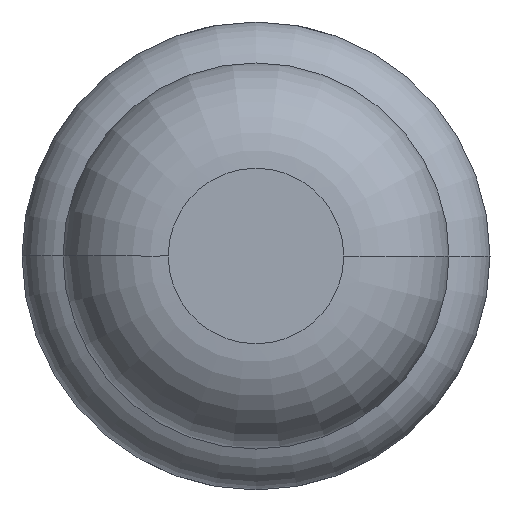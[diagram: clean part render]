
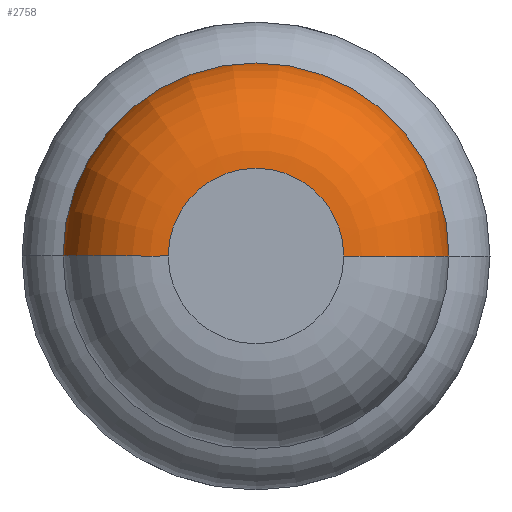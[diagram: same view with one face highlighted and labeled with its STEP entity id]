
A CAD part, front view. The second image highlights one B-rep face of the part: STEP entity #2758.
In plain terms, the highlighted toroidal (fillet/blend) face has major radius 0.375 mm and minor radius 0.45 mm.
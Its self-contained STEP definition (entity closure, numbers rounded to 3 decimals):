
#31 = CARTESIAN_POINT ( 'NONE',  ( 0., -32., 0. ) ) ;
#336 = EDGE_CURVE ( 'Defeature ausgef�hrt1_6+Defeature ausgef�hrt1_7+Defeature ausgef�hrt1_7+Defeature ausgef�hrt1_7', #1009, #797, #482, .T. ) ;
#364 = CARTESIAN_POINT ( 'NONE',  ( 0.375, -31.55, 0. ) ) ;
#375 = DIRECTION ( 'NONE',  ( 1., 0., 0. ) ) ;
#440 = EDGE_CURVE ( 'Defeature ausgef�hrt1_7+Defeature ausgef�hrt1_8+Defeature ausgef�hrt1_8+Defeature ausgef�hrt1_8', #1081, #1383, #1339, .T. ) ;
#482 = CIRCLE ( 'NONE', #3837, 0.375 ) ;
#577 = CARTESIAN_POINT ( 'NONE',  ( 0.825, -31.55, 0. ) ) ;
#698 = DIRECTION ( 'NONE',  ( 0., -1., 0. ) ) ;
#736 = ORIENTED_EDGE ( 'NONE', *, *, #3393, .F. ) ;
#797 = VERTEX_POINT ( 'NONE', #2817 ) ;
#874 = ORIENTED_EDGE ( 'NONE', *, *, #3886, .T. ) ;
#1003 = DIRECTION ( 'NONE',  ( 1., 0., 0. ) ) ;
#1009 = VERTEX_POINT ( 'NONE', #2964 ) ;
#1037 = DIRECTION ( 'NONE',  ( 0., 0., 1. ) ) ;
#1081 = VERTEX_POINT ( 'NONE', #577 ) ;
#1285 = DIRECTION ( 'NONE',  ( 0., 0., -1. ) ) ;
#1339 = CIRCLE ( 'NONE', #3039, 0.825 ) ;
#1383 = VERTEX_POINT ( 'NONE', #1690 ) ;
#1627 = CIRCLE ( 'NONE', #3452, 0.45 ) ;
#1663 = DIRECTION ( 'NONE',  ( 1., 0., 0. ) ) ;
#1690 = CARTESIAN_POINT ( 'NONE',  ( -0.825, -31.55, 0. ) ) ;
#1920 = CARTESIAN_POINT ( 'NONE',  ( 0., -31.55, 0. ) ) ;
#2190 = CIRCLE ( 'NONE', #3920, 0.45 ) ;
#2258 = CARTESIAN_POINT ( 'NONE',  ( -0.375, -31.55, 0. ) ) ;
#2293 = ORIENTED_EDGE ( 'NONE', *, *, #440, .T. ) ;
#2485 = DIRECTION ( 'NONE',  ( 1., 0., 0. ) ) ;
#2510 = DIRECTION ( 'NONE',  ( 0., -1., 0. ) ) ;
#2758 = ADVANCED_FACE ( 'Defeature ausgef�hrt1_7', ( #2967 ), #2765, .T. ) ;
#2765 = TOROIDAL_SURFACE ( 'NONE', #3252, 0.375, 0.45 ) ;
#2817 = CARTESIAN_POINT ( 'NONE',  ( -0.375, -32., 0. ) ) ;
#2955 = ORIENTED_EDGE ( 'NONE', *, *, #336, .F. ) ;
#2964 = CARTESIAN_POINT ( 'NONE',  ( 0.375, -32., 0. ) ) ;
#2967 = FACE_OUTER_BOUND ( 'NONE', #3941, .T. ) ;
#3039 = AXIS2_PLACEMENT_3D ( 'NONE', #3475, #2510, #1003 ) ;
#3252 = AXIS2_PLACEMENT_3D ( 'NONE', #1920, #698, #375 ) ;
#3364 = DIRECTION ( 'NONE',  ( 0., -1., 0. ) ) ;
#3393 = EDGE_CURVE ( 'NONE', #1081, #1009, #1627, .T. ) ;
#3415 = DIRECTION ( 'NONE',  ( -1., 0., 0. ) ) ;
#3452 = AXIS2_PLACEMENT_3D ( 'NONE', #364, #1285, #3415 ) ;
#3475 = CARTESIAN_POINT ( 'NONE',  ( 0., -31.55, 0. ) ) ;
#3837 = AXIS2_PLACEMENT_3D ( 'NONE', #31, #3364, #2485 ) ;
#3886 = EDGE_CURVE ( 'NONE', #1383, #797, #2190, .T. ) ;
#3920 = AXIS2_PLACEMENT_3D ( 'NONE', #2258, #1037, #1663 ) ;
#3941 = EDGE_LOOP ( 'NONE', ( #2293, #874, #2955, #736 ) ) ;
